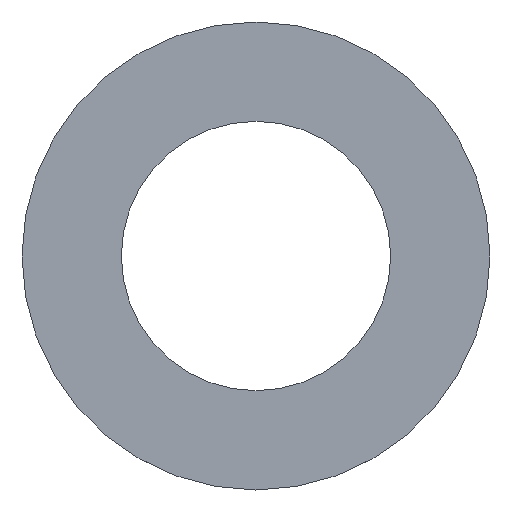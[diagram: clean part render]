
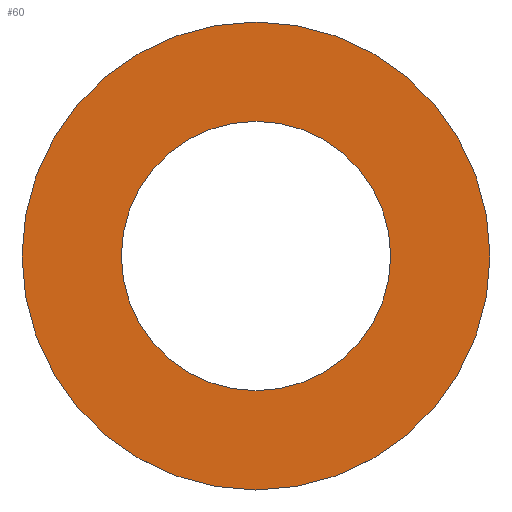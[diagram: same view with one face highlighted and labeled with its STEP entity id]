
A CAD part, top view. The second image highlights one B-rep face of the part: STEP entity #60.
In plain terms, the highlighted planar face has unit normal (0, 0, 1).
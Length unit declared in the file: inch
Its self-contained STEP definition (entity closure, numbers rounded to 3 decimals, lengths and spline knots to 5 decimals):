
#1 = FACE_BOUND ( 'NONE', #94, .T. ) ;
#7 = ORIENTED_EDGE ( 'NONE', *, *, #118, .T. ) ;
#9 = EDGE_CURVE ( 'NONE', #225, #243, #56, .T. ) ;
#20 = AXIS2_PLACEMENT_3D ( 'NONE', #33, #196, #106 ) ;
#23 = EDGE_CURVE ( 'NONE', #123, #229, #169, .T. ) ;
#25 = AXIS2_PLACEMENT_3D ( 'NONE', #92, #248, #176 ) ;
#29 = CIRCLE ( 'NONE', #25, 0.60039 ) ;
#33 = CARTESIAN_POINT ( 'NONE',  ( 0., 0., 0.01969 ) ) ;
#35 = DIRECTION ( 'NONE',  ( 0., 0., -1. ) ) ;
#37 = CARTESIAN_POINT ( 'NONE',  ( -0.60039, 0., 0.01969 ) ) ;
#38 = CARTESIAN_POINT ( 'NONE',  ( -1.04331, 0., 0.01969 ) ) ;
#46 = CARTESIAN_POINT ( 'NONE',  ( 0., 0., 0.01969 ) ) ;
#50 = DIRECTION ( 'NONE',  ( 1., 0., 0. ) ) ;
#53 = EDGE_CURVE ( 'NONE', #243, #225, #212, .T. ) ;
#56 = CIRCLE ( 'NONE', #128, 1.04331 ) ;
#60 = ADVANCED_FACE ( 'NONE', ( #1, #171 ), #133, .T. ) ;
#69 = ORIENTED_EDGE ( 'NONE', *, *, #53, .F. ) ;
#77 = AXIS2_PLACEMENT_3D ( 'NONE', #155, #250, #195 ) ;
#92 = CARTESIAN_POINT ( 'NONE',  ( 0., 0., 0.01969 ) ) ;
#94 = EDGE_LOOP ( 'NONE', ( #7, #191 ) ) ;
#103 = EDGE_LOOP ( 'NONE', ( #150, #69 ) ) ;
#106 = DIRECTION ( 'NONE',  ( 1., 0., 0. ) ) ;
#109 = DIRECTION ( 'NONE',  ( 0., 0., -1. ) ) ;
#114 = DIRECTION ( 'NONE',  ( 1., 0., 0. ) ) ;
#118 = EDGE_CURVE ( 'NONE', #229, #123, #29, .T. ) ;
#123 = VERTEX_POINT ( 'NONE', #37 ) ;
#128 = AXIS2_PLACEMENT_3D ( 'NONE', #252, #109, #114 ) ;
#133 = PLANE ( 'NONE',  #20 ) ;
#150 = ORIENTED_EDGE ( 'NONE', *, *, #9, .F. ) ;
#155 = CARTESIAN_POINT ( 'NONE',  ( 0., 0., 0.01969 ) ) ;
#169 = CIRCLE ( 'NONE', #77, 0.60039 ) ;
#171 = FACE_OUTER_BOUND ( 'NONE', #103, .T. ) ;
#176 = DIRECTION ( 'NONE',  ( 1., 0., 0. ) ) ;
#182 = CARTESIAN_POINT ( 'NONE',  ( 1.04331, 0., 0.01969 ) ) ;
#191 = ORIENTED_EDGE ( 'NONE', *, *, #23, .T. ) ;
#195 = DIRECTION ( 'NONE',  ( 1., 0., 0. ) ) ;
#196 = DIRECTION ( 'NONE',  ( 0., 0., 1. ) ) ;
#201 = CARTESIAN_POINT ( 'NONE',  ( 0.60039, 0., 0.01969 ) ) ;
#212 = CIRCLE ( 'NONE', #244, 1.04331 ) ;
#225 = VERTEX_POINT ( 'NONE', #182 ) ;
#229 = VERTEX_POINT ( 'NONE', #201 ) ;
#243 = VERTEX_POINT ( 'NONE', #38 ) ;
#244 = AXIS2_PLACEMENT_3D ( 'NONE', #46, #35, #50 ) ;
#248 = DIRECTION ( 'NONE',  ( 0., 0., -1. ) ) ;
#250 = DIRECTION ( 'NONE',  ( 0., 0., -1. ) ) ;
#252 = CARTESIAN_POINT ( 'NONE',  ( 0., 0., 0.01969 ) ) ;
